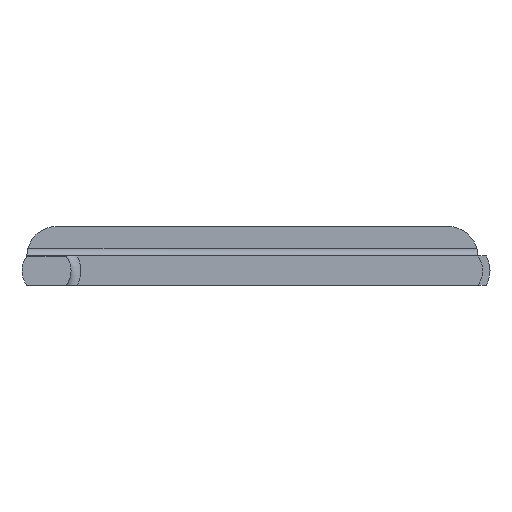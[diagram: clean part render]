
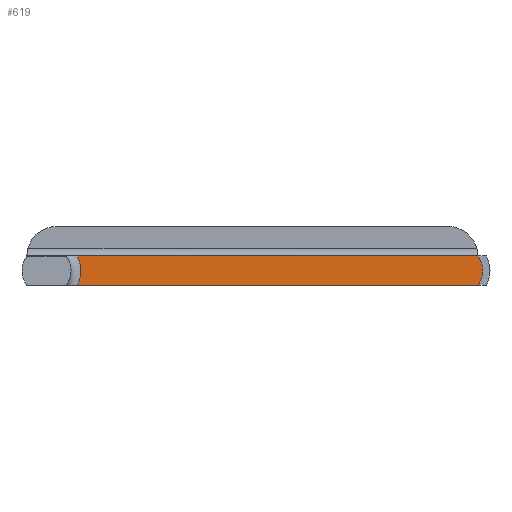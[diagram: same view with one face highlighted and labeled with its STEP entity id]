
A CAD part, left-side view. The second image highlights one B-rep face of the part: STEP entity #619.
In plain terms, the highlighted planar face has unit normal (-1, 0, 0).
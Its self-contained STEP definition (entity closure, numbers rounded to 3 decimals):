
#20=PLANE('',#679);
#45=FACE_OUTER_BOUND('',#81,.T.);
#81=EDGE_LOOP('',(#437,#438,#439,#440));
#138=LINE('',#1003,#188);
#139=LINE('',#1006,#189);
#188=VECTOR('',#776,10.);
#189=VECTOR('',#779,10.);
#230=CIRCLE('',#669,7.);
#236=CIRCLE('',#680,5.);
#261=VERTEX_POINT('',#947);
#264=VERTEX_POINT('',#961);
#275=VERTEX_POINT('',#1002);
#276=VERTEX_POINT('',#1004);
#324=EDGE_CURVE('',#264,#261,#230,.T.);
#339=EDGE_CURVE('',#275,#264,#138,.T.);
#340=EDGE_CURVE('',#275,#276,#236,.T.);
#341=EDGE_CURVE('',#276,#261,#139,.T.);
#437=ORIENTED_EDGE('',*,*,#339,.F.);
#438=ORIENTED_EDGE('',*,*,#340,.T.);
#439=ORIENTED_EDGE('',*,*,#341,.T.);
#440=ORIENTED_EDGE('',*,*,#324,.F.);
#619=ADVANCED_FACE('',(#45),#20,.F.);
#669=AXIS2_PLACEMENT_3D('',#972,#745,#746);
#679=AXIS2_PLACEMENT_3D('',#1001,#774,#775);
#680=AXIS2_PLACEMENT_3D('',#1005,#777,#778);
#745=DIRECTION('center_axis',(-1.,0.,0.));
#746=DIRECTION('ref_axis',(0.,-1.,0.));
#774=DIRECTION('center_axis',(1.,0.,0.));
#775=DIRECTION('ref_axis',(0.,1.,0.));
#776=DIRECTION('',(0.,1.,0.));
#777=DIRECTION('center_axis',(-1.,0.,0.));
#778=DIRECTION('ref_axis',(0.,1.,0.));
#779=DIRECTION('',(0.,1.,0.));
#947=CARTESIAN_POINT('',(-33.,95.425,3.));
#961=CARTESIAN_POINT('',(-33.,95.425,-3.));
#972=CARTESIAN_POINT('Origin',(-33.,101.75,0.));
#1001=CARTESIAN_POINT('Origin',(-33.,17.75,0.));
#1002=CARTESIAN_POINT('',(-33.,13.75,-3.));
#1003=CARTESIAN_POINT('',(-33.,45.75,-3.));
#1004=CARTESIAN_POINT('',(-33.,13.75,3.));
#1005=CARTESIAN_POINT('Origin',(-33.,17.75,0.));
#1006=CARTESIAN_POINT('',(-33.,45.75,3.));
